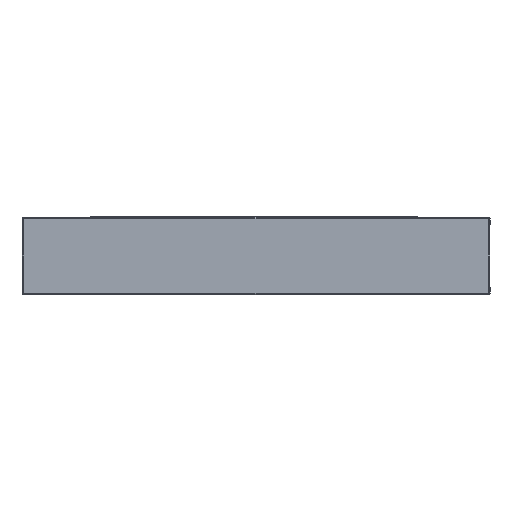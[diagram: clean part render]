
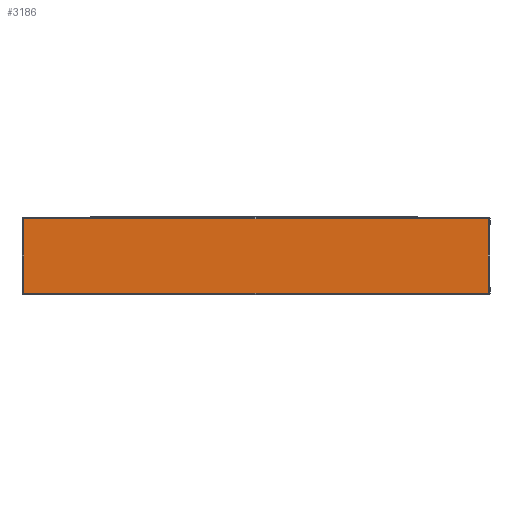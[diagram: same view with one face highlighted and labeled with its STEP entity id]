
A CAD part, left-side view. The second image highlights one B-rep face of the part: STEP entity #3186.
In plain terms, the highlighted planar face has unit normal (-1, 0, 0).
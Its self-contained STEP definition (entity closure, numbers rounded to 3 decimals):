
#177 = DIRECTION ( 'NONE',  ( 0., 1., 0. ) ) ;
#206 = ORIENTED_EDGE ( 'NONE', *, *, #1183, .T. ) ;
#452 = VERTEX_POINT ( 'NONE', #866 ) ;
#467 = DIRECTION ( 'NONE',  ( 1., 0., 0. ) ) ;
#769 = AXIS2_PLACEMENT_3D ( 'NONE', #3089, #467, #3502 ) ;
#866 = CARTESIAN_POINT ( 'NONE',  ( -1., -0.595, 0.005 ) ) ;
#892 = PLANE ( 'NONE',  #769 ) ;
#1183 = EDGE_CURVE ( 'NONE', #452, #5107, #3830, .T. ) ;
#1246 = DIRECTION ( 'NONE',  ( 0., 0., -1. ) ) ;
#1265 = CARTESIAN_POINT ( 'NONE',  ( -1., -0.595, 0.02 ) ) ;
#1285 = DIRECTION ( 'NONE',  ( 0., 0., 1. ) ) ;
#1424 = FACE_OUTER_BOUND ( 'NONE', #5388, .T. ) ;
#1438 = CARTESIAN_POINT ( 'NONE',  ( -1., -0.6, 0.005 ) ) ;
#1449 = VECTOR ( 'NONE', #4905, 1000. ) ;
#1496 = CARTESIAN_POINT ( 'NONE',  ( -1., -0.6, 0.195 ) ) ;
#1655 = VECTOR ( 'NONE', #1246, 1000. ) ;
#1656 = CARTESIAN_POINT ( 'NONE',  ( -1., -0.595, 0.195 ) ) ;
#1733 = CARTESIAN_POINT ( 'NONE',  ( -1., 0.595, 0.005 ) ) ;
#2114 = EDGE_CURVE ( 'NONE', #3517, #452, #2619, .T. ) ;
#2302 = EDGE_CURVE ( 'NONE', #5107, #2868, #3347, .T. ) ;
#2619 = LINE ( 'NONE', #1438, #1449 ) ;
#2868 = VERTEX_POINT ( 'NONE', #3230 ) ;
#3089 = CARTESIAN_POINT ( 'NONE',  ( -1., -0.6, 0.02 ) ) ;
#3186 = ADVANCED_FACE ( 'NONE', ( #1424 ), #892, .F. ) ;
#3211 = VECTOR ( 'NONE', #177, 1000. ) ;
#3230 = CARTESIAN_POINT ( 'NONE',  ( -1., 0.595, 0.195 ) ) ;
#3347 = LINE ( 'NONE', #1496, #3211 ) ;
#3502 = DIRECTION ( 'NONE',  ( 0., 0., -1. ) ) ;
#3517 = VERTEX_POINT ( 'NONE', #1733 ) ;
#3830 = LINE ( 'NONE', #1265, #4988 ) ;
#3948 = LINE ( 'NONE', #4277, #1655 ) ;
#4227 = ORIENTED_EDGE ( 'NONE', *, *, #2302, .T. ) ;
#4277 = CARTESIAN_POINT ( 'NONE',  ( -1., 0.595, 0.02 ) ) ;
#4756 = ORIENTED_EDGE ( 'NONE', *, *, #5212, .T. ) ;
#4905 = DIRECTION ( 'NONE',  ( 0., -1., 0. ) ) ;
#4988 = VECTOR ( 'NONE', #1285, 1000. ) ;
#5107 = VERTEX_POINT ( 'NONE', #1656 ) ;
#5212 = EDGE_CURVE ( 'NONE', #2868, #3517, #3948, .T. ) ;
#5388 = EDGE_LOOP ( 'NONE', ( #4227, #4756, #5567, #206 ) ) ;
#5567 = ORIENTED_EDGE ( 'NONE', *, *, #2114, .T. ) ;
